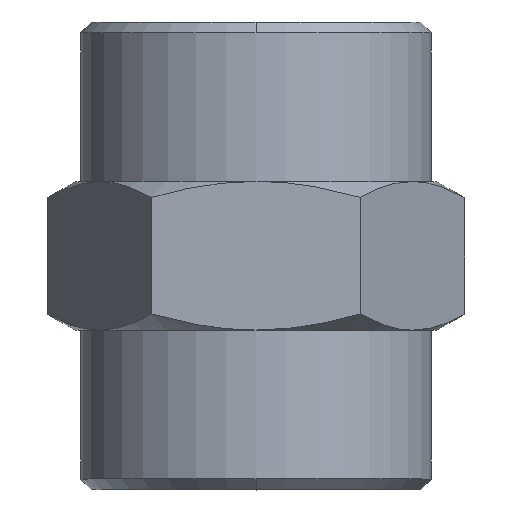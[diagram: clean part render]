
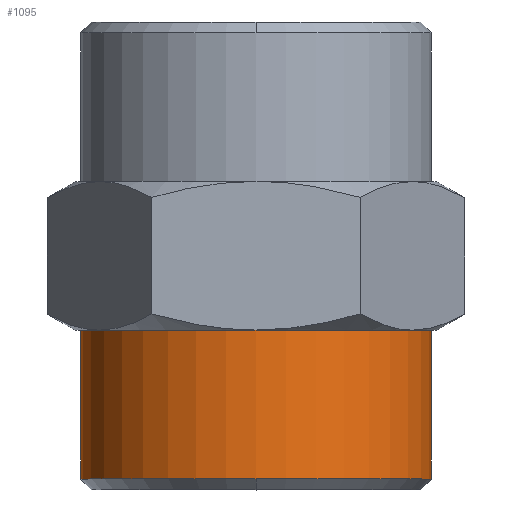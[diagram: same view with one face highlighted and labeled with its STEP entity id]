
A CAD part, top view. The second image highlights one B-rep face of the part: STEP entity #1095.
In plain terms, the highlighted cylindrical face has radius 8.25 mm (diameter 16.5 mm), a partial arc.
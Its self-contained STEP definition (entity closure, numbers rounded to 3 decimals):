
#43 = DIRECTION ( 'NONE',  ( 0., -1., 0. ) ) ;
#54 = CIRCLE ( 'NONE', #237, 8.25 ) ;
#97 = DIRECTION ( 'NONE',  ( 0., -1., 0. ) ) ;
#113 = EDGE_CURVE ( 'NONE', #1004, #263, #657, .T. ) ;
#118 = ORIENTED_EDGE ( 'NONE', *, *, #468, .F. ) ;
#237 = AXIS2_PLACEMENT_3D ( 'NONE', #502, #1230, #927 ) ;
#263 = VERTEX_POINT ( 'NONE', #473 ) ;
#334 = DIRECTION ( 'NONE',  ( 0., 0., 1. ) ) ;
#335 = CARTESIAN_POINT ( 'NONE',  ( -8.25, 7.5, 0. ) ) ;
#338 = CARTESIAN_POINT ( 'NONE',  ( 0., 7.5, 0. ) ) ;
#372 = ORIENTED_EDGE ( 'NONE', *, *, #709, .T. ) ;
#385 = VECTOR ( 'NONE', #43, 1000. ) ;
#437 = EDGE_CURVE ( 'NONE', #263, #475, #971, .T. ) ;
#444 = DIRECTION ( 'NONE',  ( 1., 0., 0. ) ) ;
#458 = DIRECTION ( 'NONE',  ( 0., -1., 0. ) ) ;
#468 = EDGE_CURVE ( 'NONE', #1004, #759, #854, .T. ) ;
#473 = CARTESIAN_POINT ( 'NONE',  ( -8.25, 0.5, 0. ) ) ;
#475 = VERTEX_POINT ( 'NONE', #1032 ) ;
#502 = CARTESIAN_POINT ( 'NONE',  ( 0., 0.5, 0. ) ) ;
#523 = DIRECTION ( 'NONE',  ( 0., 1., 0. ) ) ;
#537 = VERTEX_POINT ( 'NONE', #716 ) ;
#543 = EDGE_CURVE ( 'NONE', #759, #537, #708, .T. ) ;
#550 = CARTESIAN_POINT ( 'NONE',  ( -8.25, 7.5, 0. ) ) ;
#584 = FACE_OUTER_BOUND ( 'NONE', #992, .T. ) ;
#651 = CARTESIAN_POINT ( 'NONE',  ( 0., 7.5, 0. ) ) ;
#657 = LINE ( 'NONE', #550, #385 ) ;
#708 = LINE ( 'NONE', #915, #757 ) ;
#709 = EDGE_CURVE ( 'NONE', #475, #537, #54, .T. ) ;
#716 = CARTESIAN_POINT ( 'NONE',  ( 8.25, 0.5, 0. ) ) ;
#733 = AXIS2_PLACEMENT_3D ( 'NONE', #651, #458, #756 ) ;
#756 = DIRECTION ( 'NONE',  ( 1., 0., 0. ) ) ;
#757 = VECTOR ( 'NONE', #97, 1000. ) ;
#759 = VERTEX_POINT ( 'NONE', #793 ) ;
#787 = ORIENTED_EDGE ( 'NONE', *, *, #113, .T. ) ;
#793 = CARTESIAN_POINT ( 'NONE',  ( 8.25, 7.5, 0. ) ) ;
#841 = ORIENTED_EDGE ( 'NONE', *, *, #543, .F. ) ;
#854 = CIRCLE ( 'NONE', #1124, 8.25 ) ;
#915 = CARTESIAN_POINT ( 'NONE',  ( 8.25, 7.5, 0. ) ) ;
#927 = DIRECTION ( 'NONE',  ( 0., 0., 1. ) ) ;
#971 = CIRCLE ( 'NONE', #1321, 8.25 ) ;
#992 = EDGE_LOOP ( 'NONE', ( #118, #787, #1086, #372, #841 ) ) ;
#1004 = VERTEX_POINT ( 'NONE', #335 ) ;
#1032 = CARTESIAN_POINT ( 'NONE',  ( 0., 0.5, 8.25 ) ) ;
#1063 = DIRECTION ( 'NONE',  ( 0., 1., 0. ) ) ;
#1086 = ORIENTED_EDGE ( 'NONE', *, *, #437, .T. ) ;
#1095 = ADVANCED_FACE ( 'NONE', ( #584 ), #1330, .T. ) ;
#1124 = AXIS2_PLACEMENT_3D ( 'NONE', #338, #1063, #444 ) ;
#1150 = CARTESIAN_POINT ( 'NONE',  ( 0., 0.5, 0. ) ) ;
#1230 = DIRECTION ( 'NONE',  ( 0., 1., 0. ) ) ;
#1321 = AXIS2_PLACEMENT_3D ( 'NONE', #1150, #523, #334 ) ;
#1330 = CYLINDRICAL_SURFACE ( 'NONE', #733, 8.25 ) ;
